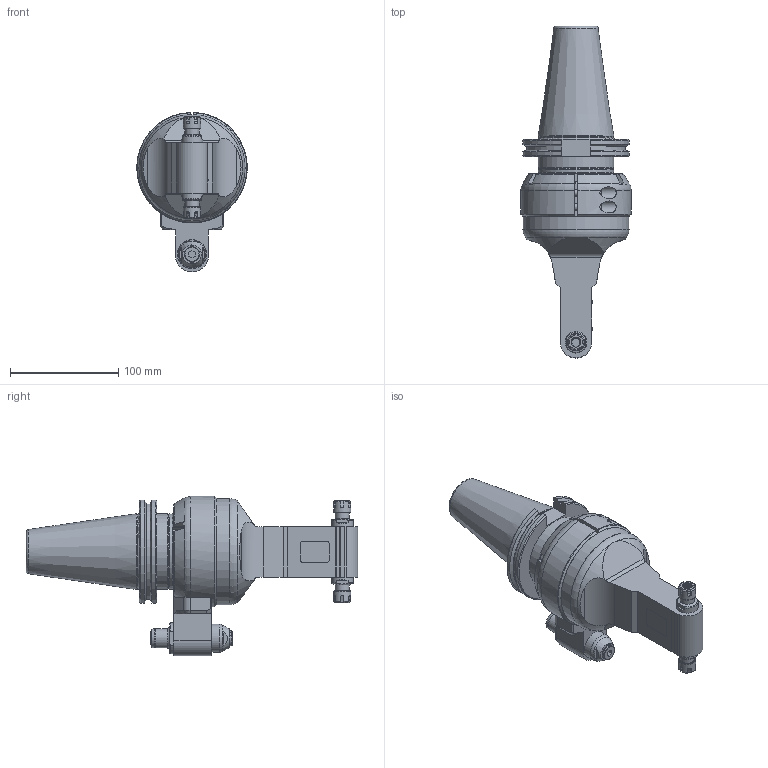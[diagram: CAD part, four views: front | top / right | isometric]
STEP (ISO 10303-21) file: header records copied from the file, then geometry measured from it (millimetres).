
FILE_DESCRIPTION(/* description */ (''),/* implementation_level */ '2;1');
FILE_NAME(/* name */ '9.F90.0700D-4C50.stp',/* time_stamp */ '2025-11-25T13:50:28-05:00',/* author */ ('jkrenzer'),/* organization */ (''),/* preprocessor_version */ 'ST-DEVELOPER v20',/* originating_system */ 'Autodesk Inventor 2025',/* authorisation */ '');
FILE_SCHEMA (('AUTOMOTIVE_DESIGN { 1 0 10303 214 3 1 1 }'));
Length unit declared in the file: inch
Products named in the file (3): 9.F90.0700D-4C50; 9_F90_07000_2U; 9GA11C_458  (EVO, Type 1, Cat50, 80mm)
Assembly tree (2 placements, depth 2):
  9.F90.0700D-4C50
    9_F90_07000_2U
    9GA11C_458  (EVO, Type 1, Cat50, 80mm)
Bounding box: 102 x 306.54 x 146.98 mm (x, y, z)
Volume: 1087091.1 mm3; surface area: 164191.4 mm2
Topology: 4 solids, 5 shells, 637 faces, 1600 edges, 1035 vertices
Faces by surface type: plane 295, cylinder 183, cone 119, torus 34, sphere 4, bspline 2
Full cylindrical faces by diameter (mm): 2.5 x3, 2.6 x2, 3 x2, 3.3 x2, 4.2 x2, 5 x2, 6 x2, 6.5 x3, 7 x2, 7.5 x3, 8 x2, 8.5 x21, 8.821 x1, 9 x3, 9.2 x1, 9.525 x1, 10 x4, 10.4 x2, 10.5 x2, 11 x2, 11.6 x2, 12 x3, 12.25 x2, 12.5 x2, 12.8 x1, 13 x3, 13.5 x2, 14 x1, 16 x2, 18 x2
Entity records: 21930 total; most frequent: CARTESIAN_POINT 6468, DIRECTION 3287, ORIENTED_EDGE 3142, EDGE_CURVE 1571, AXIS2_PLACEMENT_3D 1267, VERTEX_POINT 1035, LINE 753, VECTOR 753
